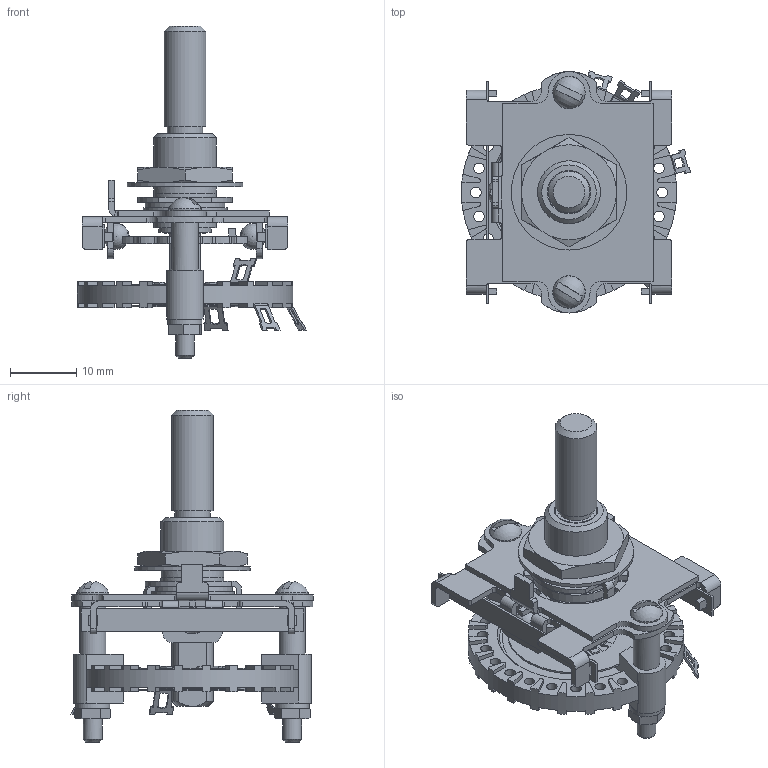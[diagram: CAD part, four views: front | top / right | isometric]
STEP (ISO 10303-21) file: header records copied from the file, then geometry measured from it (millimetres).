
FILE_DESCRIPTION(/* description */ ('STEP AP242','CAx-IF Rec.Pracs.---Representation and Presentation of Product Manufacturing Information (PMI)---4.0---2014-10-13','CAx-IF Rec.Pracs.---3D Tessellated Geometry---0.4---2014-09-14','2;1'),/* implementation_level */ '2;1');
FILE_NAME(/* name */ '642b3a3ef501e55d3f035467',/* time_stamp */ '2023-04-03T20:42:43+00:00',/* author */ (''),/* organization */ (''),/* preprocessor_version */ 'ST-DEVELOPER v18.102',/* originating_system */ ' ',/* authorisation */ ' ');
FILE_SCHEMA (('AP242_MANAGED_MODEL_BASED_3D_ENGINEERING_MIM_LF { 1 0 10303 442 1 1 4 }'));
Length unit declared in the file: metre
Products named in the file (2): D6D0112S
Bounding box: 34.64 x 36.62 x 50.19 mm (x, y, z)
Volume: 6421.5 mm3; surface area: 10785.3 mm2
Topology: 2 solids, 4 shells, 1251 faces, 3694 edges, 2412 vertices
Faces by surface type: plane 782, cylinder 389, cone 47, torus 23, bspline 6, sphere 4
Full cylindrical faces by diameter (mm): 1.6 x22, 1.626 x4, 2.845 x4, 2.896 x2, 2.921 x4, 2.946 x2, 3.962 x2, 4.623 x1, 5.131 x2, 5.334 x1, 6.299 x3, 6.325 x2, 7.925 x1, 8.484 x1, 9.5 x4, 9.525 x1, 9.576 x2, 12.636 x1, 12.7 x1, 12.865 x1, 15.875 x1, 17.462 x1
Entity records: 48287 total; most frequent: CARTESIAN_POINT 7746, ORIENTED_EDGE 7166, DIRECTION 7052, EDGE_CURVE 3583, VERTEX_POINT 2378, AXIS2_PLACEMENT_3D 2364, LINE 2324, VECTOR 2324
